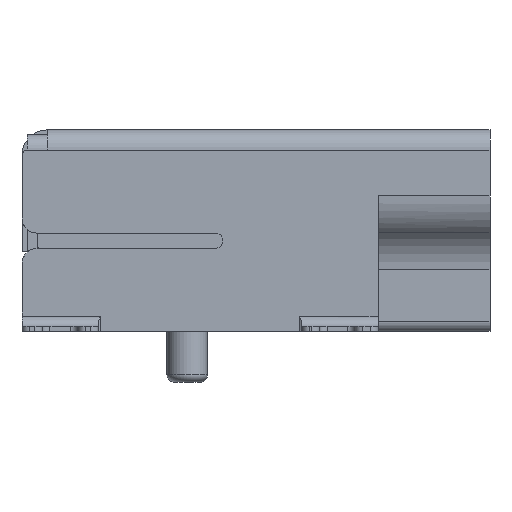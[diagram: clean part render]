
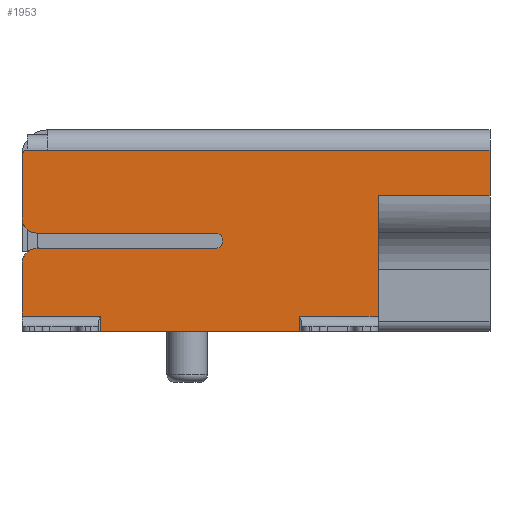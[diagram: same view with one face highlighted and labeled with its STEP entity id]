
A CAD part, left-side view. The second image highlights one B-rep face of the part: STEP entity #1953.
In plain terms, the highlighted planar face has unit normal (-1, 0, 0).
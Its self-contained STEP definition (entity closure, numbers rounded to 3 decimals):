
#124 = VERTEX_POINT('',#125);
#125 = CARTESIAN_POINT('',(-3.86,-5.7,3.56));
#132 = EDGE_CURVE('',#133,#124,#135,.T.);
#133 = VERTEX_POINT('',#134);
#134 = CARTESIAN_POINT('',(-3.86,-5.7,2.66));
#135 = LINE('',#136,#137);
#136 = CARTESIAN_POINT('',(-3.86,-5.7,2.66));
#137 = VECTOR('',#138,1.);
#138 = DIRECTION('',(0.,0.,1.));
#1934 = EDGE_CURVE('',#124,#1935,#1937,.T.);
#1935 = VERTEX_POINT('',#1936);
#1936 = CARTESIAN_POINT('',(-3.86,3.,3.56));
#1937 = LINE('',#1938,#1939);
#1938 = CARTESIAN_POINT('',(-3.86,-3.5,3.56));
#1939 = VECTOR('',#1940,1.);
#1940 = DIRECTION('',(0.,1.,0.));
#1953 = ADVANCED_FACE('',(#1954),#2088,.T.);
#1954 = FACE_BOUND('',#1955,.F.);
#1955 = EDGE_LOOP('',(#1956,#1966,#1975,#1981,#1982,#1983,#1991,#1999,
    #2007,#2015,#2023,#2031,#2039,#2047,#2056,#2064,#2073,#2081));
#1956 = ORIENTED_EDGE('',*,*,#1957,.T.);
#1957 = EDGE_CURVE('',#1958,#1960,#1962,.T.);
#1958 = VERTEX_POINT('',#1959);
#1959 = CARTESIAN_POINT('',(-3.86,3.5,2.23));
#1960 = VERTEX_POINT('',#1961);
#1961 = CARTESIAN_POINT('',(-3.86,3.5,3.46));
#1962 = LINE('',#1963,#1964);
#1963 = CARTESIAN_POINT('',(-3.86,3.5,2.66));
#1964 = VECTOR('',#1965,1.);
#1965 = DIRECTION('',(0.,0.,1.));
#1966 = ORIENTED_EDGE('',*,*,#1967,.T.);
#1967 = EDGE_CURVE('',#1960,#1968,#1970,.T.);
#1968 = VERTEX_POINT('',#1969);
#1969 = CARTESIAN_POINT('',(-3.86,3.4,3.56));
#1970 = CIRCLE('',#1971,0.1);
#1971 = AXIS2_PLACEMENT_3D('',#1972,#1973,#1974);
#1972 = CARTESIAN_POINT('',(-3.86,3.4,3.46));
#1973 = DIRECTION('',(1.,0.,0.));
#1974 = DIRECTION('',(0.,0.,1.));
#1975 = ORIENTED_EDGE('',*,*,#1976,.F.);
#1976 = EDGE_CURVE('',#1935,#1968,#1977,.T.);
#1977 = LINE('',#1978,#1979);
#1978 = CARTESIAN_POINT('',(-3.86,-3.5,3.56));
#1979 = VECTOR('',#1980,1.);
#1980 = DIRECTION('',(0.,1.,0.));
#1981 = ORIENTED_EDGE('',*,*,#1934,.F.);
#1982 = ORIENTED_EDGE('',*,*,#132,.F.);
#1983 = ORIENTED_EDGE('',*,*,#1984,.T.);
#1984 = EDGE_CURVE('',#133,#1985,#1987,.T.);
#1985 = VERTEX_POINT('',#1986);
#1986 = CARTESIAN_POINT('',(-3.86,-3.5,2.66));
#1987 = LINE('',#1988,#1989);
#1988 = CARTESIAN_POINT('',(-3.86,-5.7,2.66));
#1989 = VECTOR('',#1990,1.);
#1990 = DIRECTION('',(0.,1.,0.));
#1991 = ORIENTED_EDGE('',*,*,#1992,.T.);
#1992 = EDGE_CURVE('',#1985,#1993,#1995,.T.);
#1993 = VERTEX_POINT('',#1994);
#1994 = CARTESIAN_POINT('',(-3.86,-3.5,0.3));
#1995 = LINE('',#1996,#1997);
#1996 = CARTESIAN_POINT('',(-3.86,-3.5,2.66));
#1997 = VECTOR('',#1998,1.);
#1998 = DIRECTION('',(0.,0.,-1.));
#1999 = ORIENTED_EDGE('',*,*,#2000,.T.);
#2000 = EDGE_CURVE('',#1993,#2001,#2003,.T.);
#2001 = VERTEX_POINT('',#2002);
#2002 = CARTESIAN_POINT('',(-3.86,-1.95,0.3));
#2003 = LINE('',#2004,#2005);
#2004 = CARTESIAN_POINT('',(-3.86,-3.5,0.3));
#2005 = VECTOR('',#2006,1.);
#2006 = DIRECTION('',(0.,1.,0.));
#2007 = ORIENTED_EDGE('',*,*,#2008,.F.);
#2008 = EDGE_CURVE('',#2009,#2001,#2011,.T.);
#2009 = VERTEX_POINT('',#2010);
#2010 = CARTESIAN_POINT('',(-3.86,-1.95,0.));
#2011 = LINE('',#2012,#2013);
#2012 = CARTESIAN_POINT('',(-3.86,-1.95,0.));
#2013 = VECTOR('',#2014,1.);
#2014 = DIRECTION('',(0.,0.,1.));
#2015 = ORIENTED_EDGE('',*,*,#2016,.T.);
#2016 = EDGE_CURVE('',#2009,#2017,#2019,.T.);
#2017 = VERTEX_POINT('',#2018);
#2018 = CARTESIAN_POINT('',(-3.86,1.95,0.));
#2019 = LINE('',#2020,#2021);
#2020 = CARTESIAN_POINT('',(-3.86,-1.95,0.));
#2021 = VECTOR('',#2022,1.);
#2022 = DIRECTION('',(-0.,1.,0.));
#2023 = ORIENTED_EDGE('',*,*,#2024,.T.);
#2024 = EDGE_CURVE('',#2017,#2025,#2027,.T.);
#2025 = VERTEX_POINT('',#2026);
#2026 = CARTESIAN_POINT('',(-3.86,1.95,0.3));
#2027 = LINE('',#2028,#2029);
#2028 = CARTESIAN_POINT('',(-3.86,1.95,0.));
#2029 = VECTOR('',#2030,1.);
#2030 = DIRECTION('',(0.,0.,1.));
#2031 = ORIENTED_EDGE('',*,*,#2032,.T.);
#2032 = EDGE_CURVE('',#2025,#2033,#2035,.T.);
#2033 = VERTEX_POINT('',#2034);
#2034 = CARTESIAN_POINT('',(-3.86,3.5,0.3));
#2035 = LINE('',#2036,#2037);
#2036 = CARTESIAN_POINT('',(-3.86,-3.5,0.3));
#2037 = VECTOR('',#2038,1.);
#2038 = DIRECTION('',(0.,1.,0.));
#2039 = ORIENTED_EDGE('',*,*,#2040,.T.);
#2040 = EDGE_CURVE('',#2033,#2041,#2043,.T.);
#2041 = VERTEX_POINT('',#2042);
#2042 = CARTESIAN_POINT('',(-3.86,3.5,1.33));
#2043 = LINE('',#2044,#2045);
#2044 = CARTESIAN_POINT('',(-3.86,3.5,2.66));
#2045 = VECTOR('',#2046,1.);
#2046 = DIRECTION('',(0.,0.,1.));
#2047 = ORIENTED_EDGE('',*,*,#2048,.F.);
#2048 = EDGE_CURVE('',#2049,#2041,#2051,.T.);
#2049 = VERTEX_POINT('',#2050);
#2050 = CARTESIAN_POINT('',(-3.86,3.2,1.63));
#2051 = CIRCLE('',#2052,0.3);
#2052 = AXIS2_PLACEMENT_3D('',#2053,#2054,#2055);
#2053 = CARTESIAN_POINT('',(-3.86,3.2,1.33));
#2054 = DIRECTION('',(-1.,0.,0.));
#2055 = DIRECTION('',(0.,0.,1.));
#2056 = ORIENTED_EDGE('',*,*,#2057,.T.);
#2057 = EDGE_CURVE('',#2049,#2058,#2060,.T.);
#2058 = VERTEX_POINT('',#2059);
#2059 = CARTESIAN_POINT('',(-3.86,-0.3,1.63));
#2060 = LINE('',#2061,#2062);
#2061 = CARTESIAN_POINT('',(-3.86,3.5,1.63));
#2062 = VECTOR('',#2063,1.);
#2063 = DIRECTION('',(-0.,-1.,0.));
#2064 = ORIENTED_EDGE('',*,*,#2065,.F.);
#2065 = EDGE_CURVE('',#2066,#2058,#2068,.T.);
#2066 = VERTEX_POINT('',#2067);
#2067 = CARTESIAN_POINT('',(-3.86,-0.3,1.93));
#2068 = CIRCLE('',#2069,0.15);
#2069 = AXIS2_PLACEMENT_3D('',#2070,#2071,#2072);
#2070 = CARTESIAN_POINT('',(-3.86,-0.3,1.78));
#2071 = DIRECTION('',(1.,-0.,0.));
#2072 = DIRECTION('',(0.,1.,0.));
#2073 = ORIENTED_EDGE('',*,*,#2074,.F.);
#2074 = EDGE_CURVE('',#2075,#2066,#2077,.T.);
#2075 = VERTEX_POINT('',#2076);
#2076 = CARTESIAN_POINT('',(-3.86,3.2,1.93));
#2077 = LINE('',#2078,#2079);
#2078 = CARTESIAN_POINT('',(-3.86,3.5,1.93));
#2079 = VECTOR('',#2080,1.);
#2080 = DIRECTION('',(-0.,-1.,0.));
#2081 = ORIENTED_EDGE('',*,*,#2082,.F.);
#2082 = EDGE_CURVE('',#1958,#2075,#2083,.T.);
#2083 = CIRCLE('',#2084,0.3);
#2084 = AXIS2_PLACEMENT_3D('',#2085,#2086,#2087);
#2085 = CARTESIAN_POINT('',(-3.86,3.2,2.23));
#2086 = DIRECTION('',(-1.,0.,0.));
#2087 = DIRECTION('',(0.,0.,1.));
#2088 = PLANE('',#2089);
#2089 = AXIS2_PLACEMENT_3D('',#2090,#2091,#2092);
#2090 = CARTESIAN_POINT('',(-3.86,-5.7,2.66));
#2091 = DIRECTION('',(-1.,0.,0.));
#2092 = DIRECTION('',(0.,0.,-1.));
